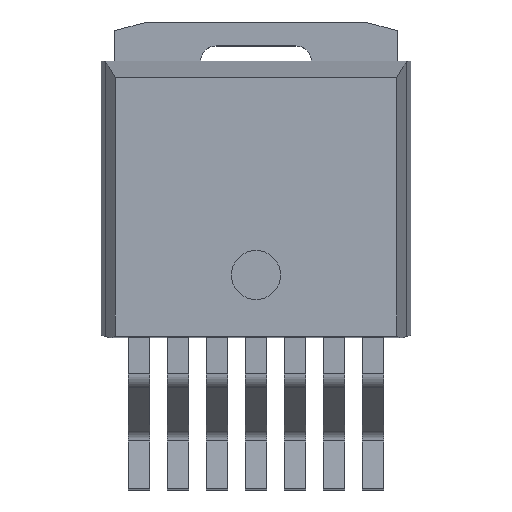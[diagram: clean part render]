
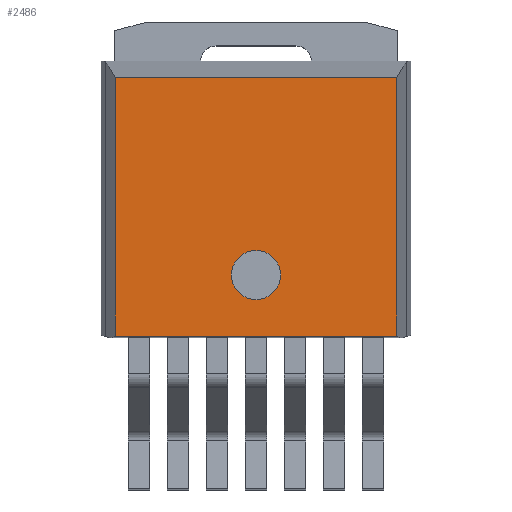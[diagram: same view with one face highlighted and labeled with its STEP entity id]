
A CAD part, top view. The second image highlights one B-rep face of the part: STEP entity #2486.
In plain terms, the highlighted planar face has unit normal (0, 0, 1).
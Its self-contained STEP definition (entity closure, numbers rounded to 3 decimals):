
#16 = VERTEX_POINT ( 'NONE', #726 ) ;
#126 = VECTOR ( 'NONE', #2323, 1000. ) ;
#142 = CARTESIAN_POINT ( 'NONE',  ( 4.58, 3.97, 4.572 ) ) ;
#188 = VERTEX_POINT ( 'NONE', #890 ) ;
#206 = ORIENTED_EDGE ( 'NONE', *, *, #685, .T. ) ;
#239 = VECTOR ( 'NONE', #2229, 1000. ) ;
#244 = LINE ( 'NONE', #2595, #862 ) ;
#257 = VERTEX_POINT ( 'NONE', #142 ) ;
#278 = CARTESIAN_POINT ( 'NONE',  ( 0., 3.97, 4.572 ) ) ;
#301 = DIRECTION ( 'NONE',  ( 0., -1., 0. ) ) ;
#339 = VERTEX_POINT ( 'NONE', #1166 ) ;
#355 = AXIS2_PLACEMENT_3D ( 'NONE', #424, #2480, #1217 ) ;
#369 = EDGE_CURVE ( 'NONE', #16, #1878, #244, .T. ) ;
#381 = EDGE_CURVE ( 'NONE', #188, #892, #648, .T. ) ;
#424 = CARTESIAN_POINT ( 'NONE',  ( 0., -2.462, 4.572 ) ) ;
#432 = DIRECTION ( 'NONE',  ( -1., 0., 0. ) ) ;
#470 = EDGE_LOOP ( 'NONE', ( #586, #1459, #1392, #1092 ) ) ;
#519 = CIRCLE ( 'NONE', #355, 0.8 ) ;
#554 = ORIENTED_EDGE ( 'NONE', *, *, #381, .T. ) ;
#586 = ORIENTED_EDGE ( 'NONE', *, *, #2343, .F. ) ;
#599 = FACE_OUTER_BOUND ( 'NONE', #470, .T. ) ;
#648 = CIRCLE ( 'NONE', #2374, 0.8 ) ;
#685 = EDGE_CURVE ( 'NONE', #892, #188, #519, .T. ) ;
#719 = CARTESIAN_POINT ( 'NONE',  ( -4.58, 1.935, 4.572 ) ) ;
#726 = CARTESIAN_POINT ( 'NONE',  ( -4.58, -4.449, 4.572 ) ) ;
#758 = DIRECTION ( 'NONE',  ( 0., 0., 1. ) ) ;
#795 = PLANE ( 'NONE',  #2169 ) ;
#861 = DIRECTION ( 'NONE',  ( 1., 0., 0. ) ) ;
#862 = VECTOR ( 'NONE', #861, 1000. ) ;
#890 = CARTESIAN_POINT ( 'NONE',  ( -0.8, -2.462, 4.572 ) ) ;
#892 = VERTEX_POINT ( 'NONE', #967 ) ;
#967 = CARTESIAN_POINT ( 'NONE',  ( 0.8, -2.462, 4.572 ) ) ;
#981 = CARTESIAN_POINT ( 'NONE',  ( 0., -2.462, 4.572 ) ) ;
#1005 = FACE_BOUND ( 'NONE', #2389, .T. ) ;
#1081 = LINE ( 'NONE', #1881, #1791 ) ;
#1092 = ORIENTED_EDGE ( 'NONE', *, *, #369, .T. ) ;
#1166 = CARTESIAN_POINT ( 'NONE',  ( -4.58, 3.97, 4.572 ) ) ;
#1217 = DIRECTION ( 'NONE',  ( -1., 0., 0. ) ) ;
#1304 = LINE ( 'NONE', #719, #126 ) ;
#1392 = ORIENTED_EDGE ( 'NONE', *, *, #2412, .F. ) ;
#1459 = ORIENTED_EDGE ( 'NONE', *, *, #1475, .F. ) ;
#1460 = DIRECTION ( 'NONE',  ( 0., 0., -1. ) ) ;
#1475 = EDGE_CURVE ( 'NONE', #339, #257, #2492, .T. ) ;
#1791 = VECTOR ( 'NONE', #301, 1000. ) ;
#1797 = CARTESIAN_POINT ( 'NONE',  ( 0., 3.97, 4.572 ) ) ;
#1878 = VERTEX_POINT ( 'NONE', #2192 ) ;
#1881 = CARTESIAN_POINT ( 'NONE',  ( 4.58, 1.935, 4.572 ) ) ;
#2169 = AXIS2_PLACEMENT_3D ( 'NONE', #1797, #758, #2400 ) ;
#2192 = CARTESIAN_POINT ( 'NONE',  ( 4.58, -4.449, 4.572 ) ) ;
#2229 = DIRECTION ( 'NONE',  ( 1., 0., 0. ) ) ;
#2323 = DIRECTION ( 'NONE',  ( 0., 1., 0. ) ) ;
#2343 = EDGE_CURVE ( 'NONE', #257, #1878, #1081, .T. ) ;
#2374 = AXIS2_PLACEMENT_3D ( 'NONE', #981, #1460, #432 ) ;
#2389 = EDGE_LOOP ( 'NONE', ( #554, #206 ) ) ;
#2400 = DIRECTION ( 'NONE',  ( 0., -1., 0. ) ) ;
#2412 = EDGE_CURVE ( 'NONE', #16, #339, #1304, .T. ) ;
#2480 = DIRECTION ( 'NONE',  ( 0., 0., -1. ) ) ;
#2486 = ADVANCED_FACE ( 'NONE', ( #599, #1005 ), #795, .T. ) ;
#2492 = LINE ( 'NONE', #278, #239 ) ;
#2595 = CARTESIAN_POINT ( 'NONE',  ( 0., -4.449, 4.572 ) ) ;
